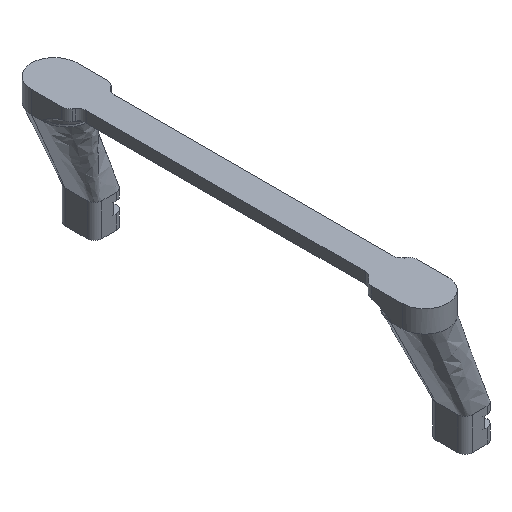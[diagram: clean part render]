
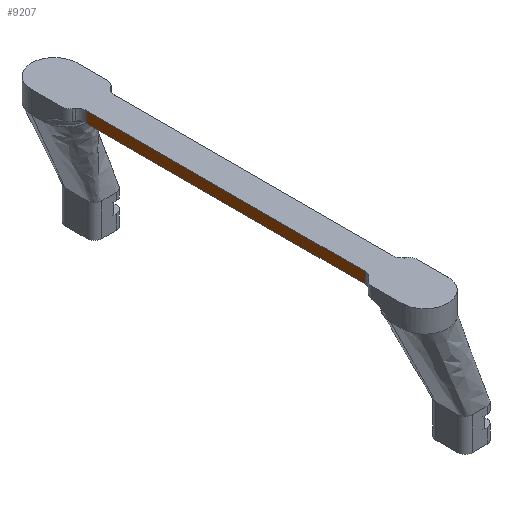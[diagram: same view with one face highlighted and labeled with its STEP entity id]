
A CAD part, isometric view. The second image highlights one B-rep face of the part: STEP entity #9207.
In plain terms, the highlighted planar face has unit normal (-1, 0, 0).
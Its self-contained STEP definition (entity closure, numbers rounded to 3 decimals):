
#3975 = PLANE('',#3976);
#3976 = AXIS2_PLACEMENT_3D('',#3977,#3978,#3979);
#3977 = CARTESIAN_POINT('',(-9.89,-0.8,
    73.505));
#3978 = DIRECTION('',(0.,0.,1.));
#3979 = DIRECTION('',(1.,0.,0.));
#4115 = VERTEX_POINT('',#4116);
#4116 = CARTESIAN_POINT('',(-17.39,24.408,
    73.505));
#4131 = CYLINDRICAL_SURFACE('',#4132,5.);
#4132 = AXIS2_PLACEMENT_3D('',#4133,#4134,#4135);
#4133 = CARTESIAN_POINT('',(-22.39,24.408,
    83.505));
#4134 = DIRECTION('',(0.,0.,-1.));
#4135 = DIRECTION('',(-1.,0.,0.));
#4143 = EDGE_CURVE('',#4115,#4144,#4146,.T.);
#4144 = VERTEX_POINT('',#4145);
#4145 = CARTESIAN_POINT('',(-17.39,176.694,
    73.505));
#4146 = SURFACE_CURVE('',#4147,(#4151,#4158),.PCURVE_S1.);
#4147 = LINE('',#4148,#4149);
#4148 = CARTESIAN_POINT('',(-17.39,-8.134,
    73.505));
#4149 = VECTOR('',#4150,1.);
#4150 = DIRECTION('',(0.,1.,0.));
#4151 = PCURVE('',#3975,#4152);
#4152 = DEFINITIONAL_REPRESENTATION('',(#4153),#4157);
#4153 = LINE('',#4154,#4155);
#4154 = CARTESIAN_POINT('',(-7.5,-7.334));
#4155 = VECTOR('',#4156,1.);
#4156 = DIRECTION('',(0.,1.));
#4157 = ( GEOMETRIC_REPRESENTATION_CONTEXT(2) 
PARAMETRIC_REPRESENTATION_CONTEXT() REPRESENTATION_CONTEXT('2D SPACE',''
  ) );
#4158 = PCURVE('',#4159,#4164);
#4159 = PLANE('',#4160);
#4160 = AXIS2_PLACEMENT_3D('',#4161,#4162,#4163);
#4161 = CARTESIAN_POINT('',(-17.39,-8.134,
    83.505));
#4162 = DIRECTION('',(-1.,0.,0.));
#4163 = DIRECTION('',(0.,0.,1.));
#4164 = DEFINITIONAL_REPRESENTATION('',(#4165),#4169);
#4165 = LINE('',#4166,#4167);
#4166 = CARTESIAN_POINT('',(-10.,0.));
#4167 = VECTOR('',#4168,1.);
#4168 = DIRECTION('',(0.,1.));
#4169 = ( GEOMETRIC_REPRESENTATION_CONTEXT(2) 
PARAMETRIC_REPRESENTATION_CONTEXT() REPRESENTATION_CONTEXT('2D SPACE',''
  ) );
#4186 = CYLINDRICAL_SURFACE('',#4187,5.);
#4187 = AXIS2_PLACEMENT_3D('',#4188,#4189,#4190);
#4188 = CARTESIAN_POINT('',(-22.39,176.694,
    83.505));
#4189 = DIRECTION('',(0.,0.,-1.));
#4190 = DIRECTION('',(-1.,0.,0.));
#4341 = PLANE('',#4342);
#4342 = AXIS2_PLACEMENT_3D('',#4343,#4344,#4345);
#4343 = CARTESIAN_POINT('',(-9.89,-0.8,
    79.505));
#4344 = DIRECTION('',(0.,0.,1.));
#4345 = DIRECTION('',(1.,0.,0.));
#4749 = VERTEX_POINT('',#4750);
#4750 = CARTESIAN_POINT('',(-17.39,176.694,
    79.505));
#4776 = EDGE_CURVE('',#4749,#4777,#4779,.T.);
#4777 = VERTEX_POINT('',#4778);
#4778 = CARTESIAN_POINT('',(-17.39,24.408,
    79.505));
#4779 = SURFACE_CURVE('',#4780,(#4784,#4791),.PCURVE_S1.);
#4780 = LINE('',#4781,#4782);
#4781 = CARTESIAN_POINT('',(-17.39,-0.8,
    79.505));
#4782 = VECTOR('',#4783,1.);
#4783 = DIRECTION('',(0.,-1.,0.));
#4784 = PCURVE('',#4341,#4785);
#4785 = DEFINITIONAL_REPRESENTATION('',(#4786),#4790);
#4786 = LINE('',#4787,#4788);
#4787 = CARTESIAN_POINT('',(-7.5,0.));
#4788 = VECTOR('',#4789,1.);
#4789 = DIRECTION('',(0.,-1.));
#4790 = ( GEOMETRIC_REPRESENTATION_CONTEXT(2) 
PARAMETRIC_REPRESENTATION_CONTEXT() REPRESENTATION_CONTEXT('2D SPACE',''
  ) );
#4791 = PCURVE('',#4159,#4792);
#4792 = DEFINITIONAL_REPRESENTATION('',(#4793),#4797);
#4793 = LINE('',#4794,#4795);
#4794 = CARTESIAN_POINT('',(-4.,7.334));
#4795 = VECTOR('',#4796,1.);
#4796 = DIRECTION('',(0.,-1.));
#4797 = ( GEOMETRIC_REPRESENTATION_CONTEXT(2) 
PARAMETRIC_REPRESENTATION_CONTEXT() REPRESENTATION_CONTEXT('2D SPACE',''
  ) );
#9207 = ADVANCED_FACE('',(#9208),#4159,.T.);
#9208 = FACE_BOUND('',#9209,.T.);
#9209 = EDGE_LOOP('',(#9210,#9211,#9232,#9233));
#9210 = ORIENTED_EDGE('',*,*,#4776,.F.);
#9211 = ORIENTED_EDGE('',*,*,#9212,.T.);
#9212 = EDGE_CURVE('',#4749,#4144,#9213,.T.);
#9213 = SURFACE_CURVE('',#9214,(#9218,#9225),.PCURVE_S1.);
#9214 = LINE('',#9215,#9216);
#9215 = CARTESIAN_POINT('',(-17.39,176.694,
    83.505));
#9216 = VECTOR('',#9217,1.);
#9217 = DIRECTION('',(0.,0.,-1.));
#9218 = PCURVE('',#4159,#9219);
#9219 = DEFINITIONAL_REPRESENTATION('',(#9220),#9224);
#9220 = LINE('',#9221,#9222);
#9221 = CARTESIAN_POINT('',(0.,184.828));
#9222 = VECTOR('',#9223,1.);
#9223 = DIRECTION('',(-1.,0.));
#9224 = ( GEOMETRIC_REPRESENTATION_CONTEXT(2) 
PARAMETRIC_REPRESENTATION_CONTEXT() REPRESENTATION_CONTEXT('2D SPACE',''
  ) );
#9225 = PCURVE('',#4186,#9226);
#9226 = DEFINITIONAL_REPRESENTATION('',(#9227),#9231);
#9227 = LINE('',#9228,#9229);
#9228 = CARTESIAN_POINT('',(3.142,0.));
#9229 = VECTOR('',#9230,1.);
#9230 = DIRECTION('',(0.,1.));
#9231 = ( GEOMETRIC_REPRESENTATION_CONTEXT(2) 
PARAMETRIC_REPRESENTATION_CONTEXT() REPRESENTATION_CONTEXT('2D SPACE',''
  ) );
#9232 = ORIENTED_EDGE('',*,*,#4143,.F.);
#9233 = ORIENTED_EDGE('',*,*,#9234,.T.);
#9234 = EDGE_CURVE('',#4115,#4777,#9235,.T.);
#9235 = SURFACE_CURVE('',#9236,(#9240,#9247),.PCURVE_S1.);
#9236 = LINE('',#9237,#9238);
#9237 = CARTESIAN_POINT('',(-17.39,24.408,
    83.505));
#9238 = VECTOR('',#9239,1.);
#9239 = DIRECTION('',(0.,0.,1.));
#9240 = PCURVE('',#4159,#9241);
#9241 = DEFINITIONAL_REPRESENTATION('',(#9242),#9246);
#9242 = LINE('',#9243,#9244);
#9243 = CARTESIAN_POINT('',(0.,32.542));
#9244 = VECTOR('',#9245,1.);
#9245 = DIRECTION('',(1.,0.));
#9246 = ( GEOMETRIC_REPRESENTATION_CONTEXT(2) 
PARAMETRIC_REPRESENTATION_CONTEXT() REPRESENTATION_CONTEXT('2D SPACE',''
  ) );
#9247 = PCURVE('',#4131,#9248);
#9248 = DEFINITIONAL_REPRESENTATION('',(#9249),#9253);
#9249 = LINE('',#9250,#9251);
#9250 = CARTESIAN_POINT('',(3.142,0.));
#9251 = VECTOR('',#9252,1.);
#9252 = DIRECTION('',(0.,-1.));
#9253 = ( GEOMETRIC_REPRESENTATION_CONTEXT(2) 
PARAMETRIC_REPRESENTATION_CONTEXT() REPRESENTATION_CONTEXT('2D SPACE',''
  ) );
